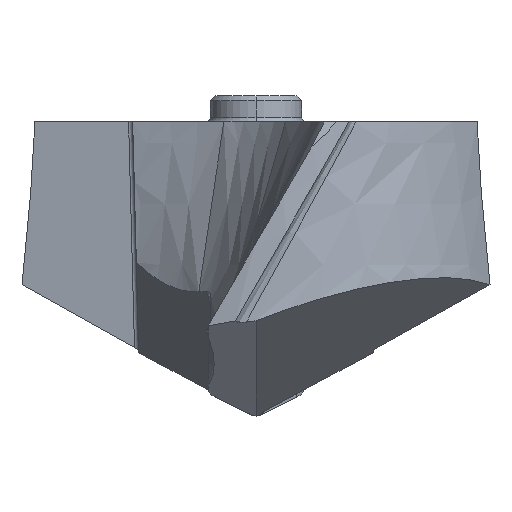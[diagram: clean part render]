
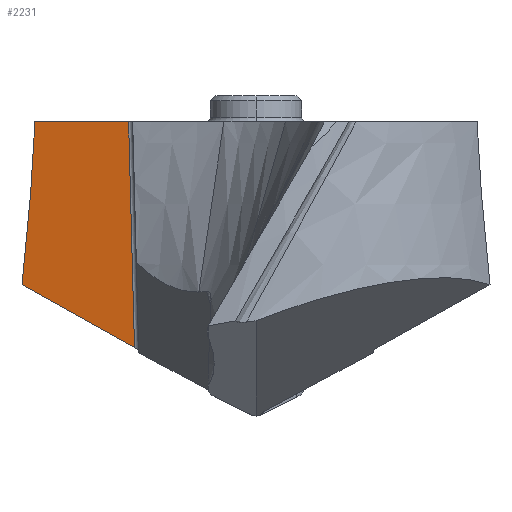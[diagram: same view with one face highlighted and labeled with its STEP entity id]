
A CAD part, left-side view. The second image highlights one B-rep face of the part: STEP entity #2231.
In plain terms, the highlighted planar face has unit normal (-0.925, 0.337, 0.174).
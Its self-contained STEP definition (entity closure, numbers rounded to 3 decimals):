
#272=DIRECTION('',(0.342,0.94,0.));
#273=VECTOR('',#272,3.252);
#274=CARTESIAN_POINT('',(3.376,4.159,0.));
#275=LINE('',#274,#273);
#634=DIRECTION('',(-0.379,-0.808,-0.451));
#635=VECTOR('',#634,4.543);
#636=CARTESIAN_POINT('',(3.645,7.637,-5.314));
#637=LINE('',#636,#635);
#648=CARTESIAN_POINT('',(3.645,7.637,-5.314));
#680=CARTESIAN_POINT('',(3.645,7.637,-5.314));
#681=CARTESIAN_POINT('',(3.679,7.608,-5.074));
#682=CARTESIAN_POINT('',(3.749,7.555,-4.602));
#683=CARTESIAN_POINT('',(3.847,7.489,-3.951));
#684=CARTESIAN_POINT('',(3.954,7.428,-3.26));
#685=CARTESIAN_POINT('',(4.052,7.38,-2.644));
#686=CARTESIAN_POINT('',(4.146,7.339,-2.062));
#687=CARTESIAN_POINT('',(4.237,7.303,-1.511));
#688=CARTESIAN_POINT('',(4.318,7.273,-1.021));
#689=CARTESIAN_POINT('',(4.402,7.243,-0.514));
#690=CARTESIAN_POINT('',(4.459,7.224,-0.173));
#691=CARTESIAN_POINT('',(4.488,7.214,0.));
#696=CARTESIAN_POINT('',(3.376,4.159,0.));
#721=DIRECTION('',(0.193,0.026,0.981));
#722=VECTOR('',#721,7.507);
#723=CARTESIAN_POINT('',(1.924,3.966,-7.363));
#724=LINE('',#723,#722);
#1474=VERTEX_POINT('',#696);
#1475=CARTESIAN_POINT('',(4.488,7.214,0.));
#1476=VERTEX_POINT('',#1475);
#1515=VERTEX_POINT('',#648);
#1516=CARTESIAN_POINT('',(1.924,3.966,-7.363));
#1517=VERTEX_POINT('',#1516);
#2219=CARTESIAN_POINT('',(-0.408,3.529,
-18.942));
#2220=DIRECTION('',(0.925,-0.337,-0.174));
#2221=DIRECTION('',(0.326,0.941,-0.089));
#2222=AXIS2_PLACEMENT_3D('',#2219,#2220,#2221);
#2223=PLANE('',#2222);
#2224=ORIENTED_EDGE('',*,*,#1790,.F.);
#2226=ORIENTED_EDGE('',*,*,#2225,.F.);
#2227=ORIENTED_EDGE('',*,*,#2126,.F.);
#2228=ORIENTED_EDGE('',*,*,#2211,.T.);
#2229=EDGE_LOOP('',(#2224,#2226,#2227,#2228));
#2230=FACE_OUTER_BOUND('',#2229,.F.);
#692=B_SPLINE_CURVE_WITH_KNOTS('',3,(#680,#681,#682,#683,#684,#685,#686,#687,
#688,#689,#690,#691),.UNSPECIFIED.,.F.,.F.,(4,1,1,1,1,1,1,1,1,4),(0.,
0.111,0.222,0.333,0.444,
0.556,0.667,0.778,0.889,1.),
.UNSPECIFIED.);
#1790=EDGE_CURVE('',#1474,#1476,#275,.T.);
#2126=EDGE_CURVE('',#1515,#1517,#637,.T.);
#2211=EDGE_CURVE('',#1515,#1476,#692,.T.);
#2225=EDGE_CURVE('',#1517,#1474,#724,.T.);
#2231=ADVANCED_FACE('',(#2230),#2223,.F.);
